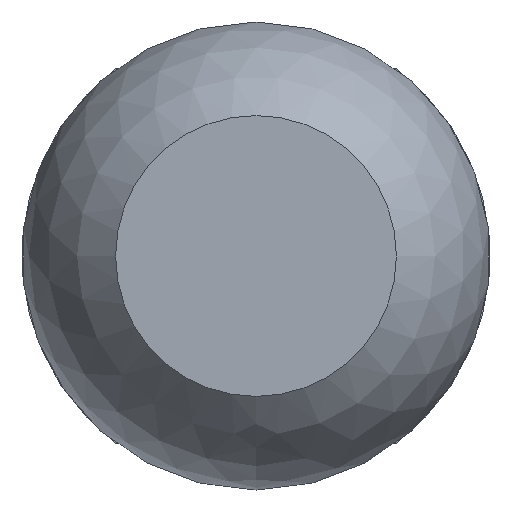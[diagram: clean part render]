
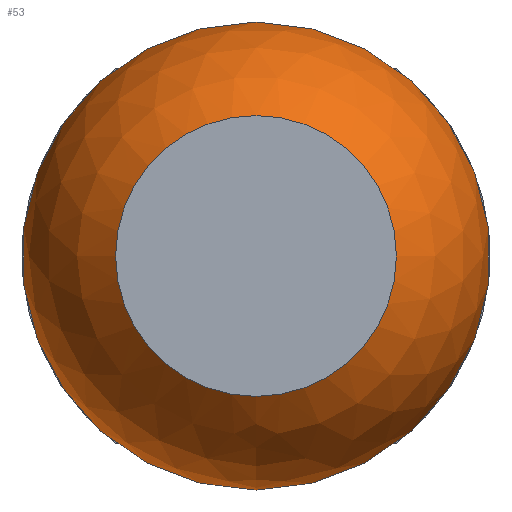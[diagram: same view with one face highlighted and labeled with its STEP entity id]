
A CAD part, left-side view. The second image highlights one B-rep face of the part: STEP entity #53.
In plain terms, the highlighted spherical face has radius 5 mm.
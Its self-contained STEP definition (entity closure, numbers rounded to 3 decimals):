
#53 = ADVANCED_FACE( '', ( #106, #107 ), #108, .T. );
#106 = FACE_OUTER_BOUND( '', #152, .T. );
#107 = FACE_OUTER_BOUND( '', #153, .T. );
#108 = SPHERICAL_SURFACE( '', #154, 5. );
#152 = EDGE_LOOP( '', ( #228 ) );
#153 = EDGE_LOOP( '', ( #229 ) );
#154 = AXIS2_PLACEMENT_3D( '', #230, #231, #232 );
#228 = ORIENTED_EDGE( '', *, *, #265, .T. );
#229 = ORIENTED_EDGE( '', *, *, #260, .F. );
#230 = CARTESIAN_POINT( '', ( 0., 0., 0. ) );
#231 = DIRECTION( '', ( 1., 0., 0. ) );
#232 = DIRECTION( '', ( 0., 1., 0. ) );
#260 = EDGE_CURVE( '', #299, #299, #300, .T. );
#265 = EDGE_CURVE( '', #305, #305, #306, .T. );
#299 = VERTEX_POINT( '', #348 );
#300 = CIRCLE( '', #349, 2.179 );
#305 = VERTEX_POINT( '', #354 );
#306 = CIRCLE( '', #355, 3. );
#348 = CARTESIAN_POINT( '', ( 4.5, 0., -2.179 ) );
#349 = AXIS2_PLACEMENT_3D( '', #383, #384, #385 );
#354 = CARTESIAN_POINT( '', ( -4., 0., -3. ) );
#355 = AXIS2_PLACEMENT_3D( '', #389, #390, #391 );
#383 = CARTESIAN_POINT( '', ( 4.5, 0., 0. ) );
#384 = DIRECTION( '', ( 1., 0., 0. ) );
#385 = DIRECTION( '', ( 0., 0., -1. ) );
#389 = CARTESIAN_POINT( '', ( -4., 0., 0. ) );
#390 = DIRECTION( '', ( 1., 0., 0. ) );
#391 = DIRECTION( '', ( 0., 0., -1. ) );
